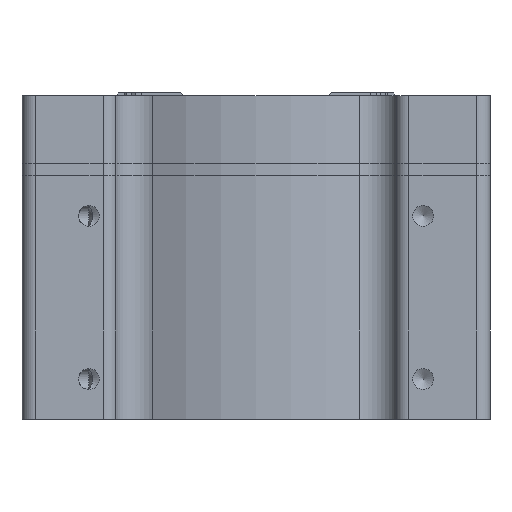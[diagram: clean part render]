
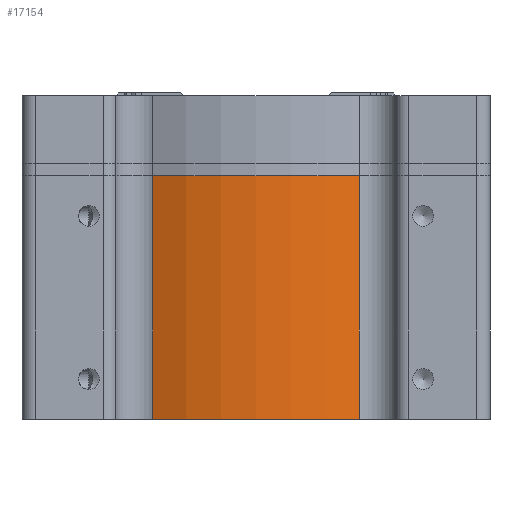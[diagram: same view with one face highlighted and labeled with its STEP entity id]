
A CAD part, front view. The second image highlights one B-rep face of the part: STEP entity #17154.
In plain terms, the highlighted cylindrical face has radius 17.5 mm (diameter 35 mm), a partial arc.
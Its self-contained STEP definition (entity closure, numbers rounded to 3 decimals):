
#1667=FACE_OUTER_BOUND('',#2621,.T.);
#2621=EDGE_LOOP('',(#15120,#15121,#15122,#15123));
#4511=LINE('',#27569,#6389);
#4524=LINE('',#27596,#6402);
#6389=VECTOR('',#22752,10.);
#6402=VECTOR('',#22791,10.);
#6497=CIRCLE('',#17352,17.5);
#6775=CIRCLE('',#18407,17.5);
#6903=VERTEX_POINT('',#23200);
#6905=VERTEX_POINT('',#23206);
#8266=VERTEX_POINT('',#27526);
#8267=VERTEX_POINT('',#27528);
#8426=EDGE_CURVE('',#6903,#6905,#6497,.T.);
#10535=EDGE_CURVE('',#8267,#8266,#6775,.T.);
#10557=EDGE_CURVE('',#8267,#6903,#4511,.T.);
#10571=EDGE_CURVE('',#8266,#6905,#4524,.T.);
#15120=ORIENTED_EDGE('',*,*,#10535,.T.);
#15121=ORIENTED_EDGE('',*,*,#10571,.T.);
#15122=ORIENTED_EDGE('',*,*,#8426,.F.);
#15123=ORIENTED_EDGE('',*,*,#10557,.F.);
#15419=CYLINDRICAL_SURFACE('',#18438,17.5);
#17154=ADVANCED_FACE('',(#1667),#15419,.T.);
#17352=AXIS2_PLACEMENT_3D('',#23207,#18806,#18807);
#18407=AXIS2_PLACEMENT_3D('',#27529,#22701,#22702);
#18438=AXIS2_PLACEMENT_3D('',#27597,#22792,#22793);
#18806=DIRECTION('center_axis',(0.,0.,
1.));
#18807=DIRECTION('ref_axis',(-0.441,-0.897,0.));
#22701=DIRECTION('center_axis',(0.,0.,
1.));
#22702=DIRECTION('ref_axis',(-0.441,-0.897,0.));
#22752=DIRECTION('',(0.,0.,1.));
#22791=DIRECTION('',(0.,0.,1.));
#22792=DIRECTION('center_axis',(0.,0.,
1.));
#22793=DIRECTION('ref_axis',(-0.441,-0.897,0.));
#23200=CARTESIAN_POINT('',(-7.72,-15.705,0.962));
#23206=CARTESIAN_POINT('',(7.72,-15.705,0.962));
#23207=CARTESIAN_POINT('Origin',(0.,0.,
0.962));
#27526=CARTESIAN_POINT('',(7.72,-15.705,-17.238));
#27528=CARTESIAN_POINT('',(-7.72,-15.705,-17.238));
#27529=CARTESIAN_POINT('Origin',(0.,0.,
-17.238));
#27569=CARTESIAN_POINT('',(-7.72,-15.705,-17.238));
#27596=CARTESIAN_POINT('',(7.72,-15.705,-17.238));
#27597=CARTESIAN_POINT('Origin',(0.,0.,
-17.238));
